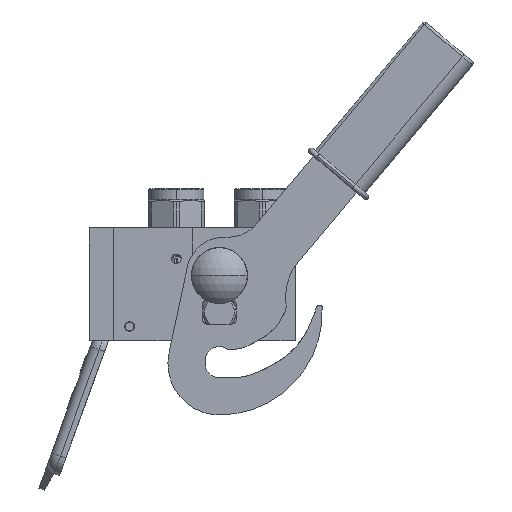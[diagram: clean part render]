
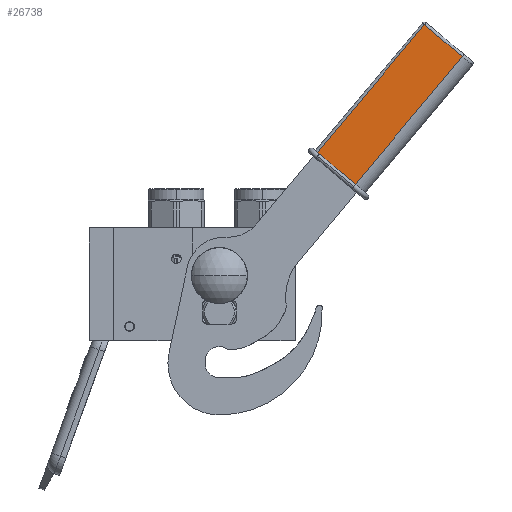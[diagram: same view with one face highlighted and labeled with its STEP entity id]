
A CAD part, front view. The second image highlights one B-rep face of the part: STEP entity #26738.
In plain terms, the highlighted face is planar.
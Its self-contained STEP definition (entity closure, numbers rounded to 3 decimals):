
#3306 = PLANE ( 'NONE',  #8742 ) ;
#6939 = ORIENTED_EDGE ( 'NONE', *, *, #63846, .F. ) ;
#8742 = AXIS2_PLACEMENT_3D ( 'NONE', #81610, #63768, #72332 ) ;
#9746 = FACE_OUTER_BOUND ( 'NONE', #31496, .T. ) ;
#13322 = CARTESIAN_POINT ( 'NONE',  ( 8., 92., 16. ) ) ;
#16452 = DIRECTION ( 'NONE',  ( 0., -1., 0. ) ) ;
#17050 = VERTEX_POINT ( 'NONE', #48123 ) ;
#24463 = LINE ( 'NONE', #113308, #25767 ) ;
#25767 = VECTOR ( 'NONE', #16452, 1000. ) ;
#26738 = ADVANCED_FACE ( 'NONE', ( #9746 ), #3306, .T. ) ;
#31496 = EDGE_LOOP ( 'NONE', ( #6939, #74442, #52556, #64695 ) ) ;
#31897 = VERTEX_POINT ( 'NONE', #96573 ) ;
#37131 = EDGE_CURVE ( 'NONE', #63943, #48587, #24463, .T. ) ;
#40628 = VECTOR ( 'NONE', #57729, 1000. ) ;
#46304 = VECTOR ( 'NONE', #101660, 1000. ) ;
#48123 = CARTESIAN_POINT ( 'NONE',  ( 8., 92., -10.5 ) ) ;
#48587 = VERTEX_POINT ( 'NONE', #112223 ) ;
#52556 = ORIENTED_EDGE ( 'NONE', *, *, #88309, .T. ) ;
#57352 = DIRECTION ( 'NONE',  ( 0., 0., -1. ) ) ;
#57729 = DIRECTION ( 'NONE',  ( 0., 1., 0. ) ) ;
#57745 = CARTESIAN_POINT ( 'NONE',  ( 8., 3., 16. ) ) ;
#58978 = CARTESIAN_POINT ( 'NONE',  ( 8., 92., 16. ) ) ;
#63768 = DIRECTION ( 'NONE',  ( 1., 0., 0. ) ) ;
#63846 = EDGE_CURVE ( 'NONE', #63943, #17050, #89366, .T. ) ;
#63943 = VERTEX_POINT ( 'NONE', #58978 ) ;
#64695 = ORIENTED_EDGE ( 'NONE', *, *, #94865, .T. ) ;
#68277 = VECTOR ( 'NONE', #57352, 1000. ) ;
#72332 = DIRECTION ( 'NONE',  ( 0., 0., -1. ) ) ;
#74442 = ORIENTED_EDGE ( 'NONE', *, *, #37131, .T. ) ;
#81610 = CARTESIAN_POINT ( 'NONE',  ( 8., 0., 17.5 ) ) ;
#88309 = EDGE_CURVE ( 'NONE', #48587, #31897, #91814, .T. ) ;
#89366 = LINE ( 'NONE', #13322, #46304 ) ;
#91814 = LINE ( 'NONE', #57745, #68277 ) ;
#94865 = EDGE_CURVE ( 'NONE', #31897, #17050, #100208, .T. ) ;
#96573 = CARTESIAN_POINT ( 'NONE',  ( 8., 3., -10.5 ) ) ;
#100208 = LINE ( 'NONE', #102286, #40628 ) ;
#101660 = DIRECTION ( 'NONE',  ( 0., 0., -1. ) ) ;
#102286 = CARTESIAN_POINT ( 'NONE',  ( 8., 3., -10.5 ) ) ;
#112223 = CARTESIAN_POINT ( 'NONE',  ( 8., 3., 16. ) ) ;
#113308 = CARTESIAN_POINT ( 'NONE',  ( 8., 92., 16. ) ) ;
